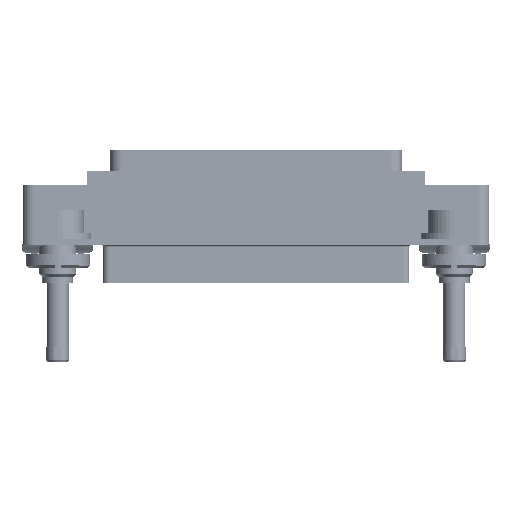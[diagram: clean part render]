
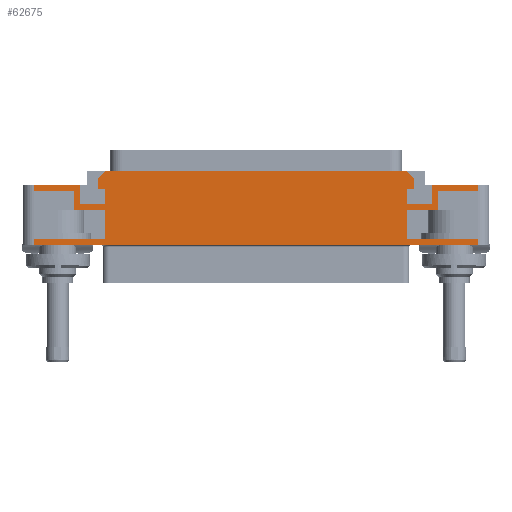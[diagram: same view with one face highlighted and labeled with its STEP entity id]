
A CAD part, top view. The second image highlights one B-rep face of the part: STEP entity #62675.
In plain terms, the highlighted planar face has unit normal (0, 0, 1).
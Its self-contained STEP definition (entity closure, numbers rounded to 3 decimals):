
#1=DIRECTION('',(-1.,0.,0.));
#2=VECTOR('',#1,76.);
#3=CARTESIAN_POINT('',(38.,0.,7.));
#4=LINE('',#3,#2);
#5=DIRECTION('',(0.,1.,0.));
#6=VECTOR('',#5,5.05);
#7=CARTESIAN_POINT('',(-25.8,1.,7.));
#8=LINE('',#7,#6);
#9=DIRECTION('',(-1.,0.,0.));
#10=VECTOR('',#9,5.4);
#11=CARTESIAN_POINT('',(-25.8,6.05,7.));
#12=LINE('',#11,#10);
#13=DIRECTION('',(0.,1.,0.));
#14=VECTOR('',#13,3.2);
#15=CARTESIAN_POINT('',(-31.2,6.05,7.));
#16=LINE('',#15,#14);
#17=DIRECTION('',(1.,0.,0.));
#18=VECTOR('',#17,6.8);
#19=CARTESIAN_POINT('',(-38.,9.25,7.));
#20=LINE('',#19,#18);
#21=DIRECTION('',(1.,0.,0.));
#22=VECTOR('',#21,7.8);
#23=CARTESIAN_POINT('',(-38.,10.25,7.));
#24=LINE('',#23,#22);
#25=DIRECTION('',(0.,-1.,0.));
#26=VECTOR('',#25,3.2);
#27=CARTESIAN_POINT('',(-30.2,10.25,7.));
#28=LINE('',#27,#26);
#29=DIRECTION('',(1.,0.,0.));
#30=VECTOR('',#29,4.4);
#31=CARTESIAN_POINT('',(-30.2,7.05,7.));
#32=LINE('',#31,#30);
#33=DIRECTION('',(0.,1.,0.));
#34=VECTOR('',#33,2.6);
#35=CARTESIAN_POINT('',(-25.8,7.05,7.));
#36=LINE('',#35,#34);
#37=DIRECTION('',(-1.,0.,0.));
#38=VECTOR('',#37,1.2);
#39=CARTESIAN_POINT('',(-25.8,9.65,7.));
#40=LINE('',#39,#38);
#41=DIRECTION('',(0.,-1.,0.));
#42=VECTOR('',#41,1.9);
#43=CARTESIAN_POINT('',(-27.,11.55,7.));
#44=LINE('',#43,#42);
#45=DIRECTION('',(1.,0.,0.));
#46=VECTOR('',#45,51.6);
#47=CARTESIAN_POINT('',(-25.8,12.75,7.));
#48=LINE('',#47,#46);
#49=DIRECTION('',(0.,-1.,0.));
#50=VECTOR('',#49,1.9);
#51=CARTESIAN_POINT('',(27.,11.55,7.));
#52=LINE('',#51,#50);
#53=DIRECTION('',(-1.,0.,0.));
#54=VECTOR('',#53,1.2);
#55=CARTESIAN_POINT('',(27.,9.65,7.));
#56=LINE('',#55,#54);
#57=DIRECTION('',(0.,-1.,0.));
#58=VECTOR('',#57,2.6);
#59=CARTESIAN_POINT('',(25.8,9.65,7.));
#60=LINE('',#59,#58);
#61=DIRECTION('',(1.,0.,0.));
#62=VECTOR('',#61,4.4);
#63=CARTESIAN_POINT('',(25.8,7.05,7.));
#64=LINE('',#63,#62);
#65=DIRECTION('',(0.,1.,0.));
#66=VECTOR('',#65,3.2);
#67=CARTESIAN_POINT('',(30.2,7.05,7.));
#68=LINE('',#67,#66);
#69=DIRECTION('',(1.,0.,0.));
#70=VECTOR('',#69,7.8);
#71=CARTESIAN_POINT('',(30.2,10.25,7.));
#72=LINE('',#71,#70);
#73=DIRECTION('',(-1.,0.,0.));
#74=VECTOR('',#73,6.8);
#75=CARTESIAN_POINT('',(38.,9.25,7.));
#76=LINE('',#75,#74);
#77=DIRECTION('',(0.,1.,0.));
#78=VECTOR('',#77,3.2);
#79=CARTESIAN_POINT('',(31.2,6.05,7.));
#80=LINE('',#79,#78);
#81=DIRECTION('',(1.,0.,0.));
#82=VECTOR('',#81,5.4);
#83=CARTESIAN_POINT('',(25.8,6.05,7.));
#84=LINE('',#83,#82);
#85=DIRECTION('',(0.,1.,0.));
#86=VECTOR('',#85,5.05);
#87=CARTESIAN_POINT('',(25.8,1.,7.));
#88=LINE('',#87,#86);
#89=DIRECTION('',(-1.,0.,0.));
#90=VECTOR('',#89,12.2);
#91=CARTESIAN_POINT('',(38.,1.,7.));
#92=LINE('',#91,#90);
#163=DIRECTION('',(0.,1.,0.));
#164=VECTOR('',#163,1.);
#165=CARTESIAN_POINT('',(38.,9.25,7.));
#166=LINE('',#165,#164);
#181=DIRECTION('',(0.,1.,0.));
#182=VECTOR('',#181,1.);
#183=CARTESIAN_POINT('',(38.,0.,7.));
#184=LINE('',#183,#182);
#1061=DIRECTION('',(0.707,-0.707,0.));
#1062=VECTOR('',#1061,1.697);
#1063=CARTESIAN_POINT('',(25.8,12.75,7.));
#1064=LINE('',#1063,#1062);
#1085=DIRECTION('',(-0.707,-0.707,0.));
#1086=VECTOR('',#1085,1.697);
#1087=CARTESIAN_POINT('',(-25.8,12.75,7.));
#1088=LINE('',#1087,#1086);
#1649=DIRECTION('',(0.,-1.,0.));
#1650=VECTOR('',#1649,1.);
#1651=CARTESIAN_POINT('',(-38.,1.,7.));
#1652=LINE('',#1651,#1650);
#1667=DIRECTION('',(0.,-1.,0.));
#1668=VECTOR('',#1667,1.);
#1669=CARTESIAN_POINT('',(-38.,10.25,7.));
#1670=LINE('',#1669,#1668);
#1803=DIRECTION('',(-1.,0.,0.));
#1804=VECTOR('',#1803,12.2);
#1805=CARTESIAN_POINT('',(-25.8,1.,7.));
#1806=LINE('',#1805,#1804);
#49615=CARTESIAN_POINT('',(-30.2,10.25,7.));
#49616=CARTESIAN_POINT('',(-30.2,7.05,7.));
#49617=VERTEX_POINT('',#49615);
#49618=VERTEX_POINT('',#49616);
#49619=CARTESIAN_POINT('',(-25.8,7.05,7.));
#49620=VERTEX_POINT('',#49619);
#49621=CARTESIAN_POINT('',(-25.8,9.65,7.));
#49622=VERTEX_POINT('',#49621);
#49623=CARTESIAN_POINT('',(-27.,9.65,7.));
#49624=VERTEX_POINT('',#49623);
#49625=CARTESIAN_POINT('',(27.,9.65,7.));
#49626=CARTESIAN_POINT('',(25.8,9.65,7.));
#49627=VERTEX_POINT('',#49625);
#49628=VERTEX_POINT('',#49626);
#49629=CARTESIAN_POINT('',(25.8,7.05,7.));
#49630=VERTEX_POINT('',#49629);
#49631=CARTESIAN_POINT('',(30.2,7.05,7.));
#49632=VERTEX_POINT('',#49631);
#49633=CARTESIAN_POINT('',(30.2,10.25,7.));
#49634=VERTEX_POINT('',#49633);
#49639=CARTESIAN_POINT('',(-25.8,12.75,7.));
#49641=VERTEX_POINT('',#49639);
#49643=CARTESIAN_POINT('',(-27.,11.55,7.));
#49645=VERTEX_POINT('',#49643);
#49647=CARTESIAN_POINT('',(25.8,12.75,7.));
#49649=VERTEX_POINT('',#49647);
#49651=CARTESIAN_POINT('',(27.,11.55,7.));
#49653=VERTEX_POINT('',#49651);
#49743=CARTESIAN_POINT('',(38.,10.25,7.));
#49745=VERTEX_POINT('',#49743);
#49749=CARTESIAN_POINT('',(38.,0.,7.));
#49750=VERTEX_POINT('',#49749);
#49751=CARTESIAN_POINT('',(-38.,0.,7.));
#49753=VERTEX_POINT('',#49751);
#49757=CARTESIAN_POINT('',(-38.,10.25,7.));
#49758=VERTEX_POINT('',#49757);
#54560=CARTESIAN_POINT('',(-38.,1.,7.));
#54562=VERTEX_POINT('',#54560);
#54563=CARTESIAN_POINT('',(-38.,9.25,7.));
#54564=VERTEX_POINT('',#54563);
#54565=CARTESIAN_POINT('',(-31.2,9.25,7.));
#54566=VERTEX_POINT('',#54565);
#54573=CARTESIAN_POINT('',(-25.8,6.05,7.));
#54574=CARTESIAN_POINT('',(-31.2,6.05,7.));
#54575=VERTEX_POINT('',#54573);
#54576=VERTEX_POINT('',#54574);
#54577=CARTESIAN_POINT('',(-25.8,1.,7.));
#54578=VERTEX_POINT('',#54577);
#54611=CARTESIAN_POINT('',(38.,1.,7.));
#54613=VERTEX_POINT('',#54611);
#54621=CARTESIAN_POINT('',(25.8,1.,7.));
#54622=VERTEX_POINT('',#54621);
#54625=CARTESIAN_POINT('',(25.8,6.05,7.));
#54626=VERTEX_POINT('',#54625);
#54645=CARTESIAN_POINT('',(38.,9.25,7.));
#54646=VERTEX_POINT('',#54645);
#54647=CARTESIAN_POINT('',(31.2,9.25,7.));
#54648=VERTEX_POINT('',#54647);
#54649=CARTESIAN_POINT('',(31.2,6.05,7.));
#54650=VERTEX_POINT('',#54649);
#62608=CARTESIAN_POINT('',(0.,0.,7.));
#62609=DIRECTION('',(0.,0.,-1.));
#62610=DIRECTION('',(-1.,0.,0.));
#62611=AXIS2_PLACEMENT_3D('',#62608,#62609,#62610);
#62612=PLANE('',#62611);
#62614=ORIENTED_EDGE('',*,*,#62613,.F.);
#62616=ORIENTED_EDGE('',*,*,#62615,.F.);
#62618=ORIENTED_EDGE('',*,*,#62617,.T.);
#62620=ORIENTED_EDGE('',*,*,#62619,.F.);
#62622=ORIENTED_EDGE('',*,*,#62621,.F.);
#62624=ORIENTED_EDGE('',*,*,#62623,.T.);
#62626=ORIENTED_EDGE('',*,*,#62625,.T.);
#62628=ORIENTED_EDGE('',*,*,#62627,.T.);
#62630=ORIENTED_EDGE('',*,*,#62629,.F.);
#62632=ORIENTED_EDGE('',*,*,#62631,.F.);
#62634=ORIENTED_EDGE('',*,*,#62633,.T.);
#62636=ORIENTED_EDGE('',*,*,#62635,.T.);
#62638=ORIENTED_EDGE('',*,*,#62637,.T.);
#62640=ORIENTED_EDGE('',*,*,#62639,.T.);
#62642=ORIENTED_EDGE('',*,*,#62641,.T.);
#62644=ORIENTED_EDGE('',*,*,#62643,.F.);
#62646=ORIENTED_EDGE('',*,*,#62645,.F.);
#62648=ORIENTED_EDGE('',*,*,#62647,.T.);
#62650=ORIENTED_EDGE('',*,*,#62649,.T.);
#62652=ORIENTED_EDGE('',*,*,#62651,.T.);
#62654=ORIENTED_EDGE('',*,*,#62653,.T.);
#62656=ORIENTED_EDGE('',*,*,#62655,.T.);
#62658=ORIENTED_EDGE('',*,*,#62657,.T.);
#62660=ORIENTED_EDGE('',*,*,#62659,.T.);
#62662=ORIENTED_EDGE('',*,*,#62661,.T.);
#62664=ORIENTED_EDGE('',*,*,#62663,.F.);
#62666=ORIENTED_EDGE('',*,*,#62665,.T.);
#62668=ORIENTED_EDGE('',*,*,#62667,.F.);
#62670=ORIENTED_EDGE('',*,*,#62669,.F.);
#62672=ORIENTED_EDGE('',*,*,#62671,.F.);
#62673=EDGE_LOOP('',(#62614,#62616,#62618,#62620,#62622,#62624,#62626,#62628,
#62630,#62632,#62634,#62636,#62638,#62640,#62642,#62644,#62646,#62648,#62650,
#62652,#62654,#62656,#62658,#62660,#62662,#62664,#62666,#62668,#62670,#62672));
#62674=FACE_OUTER_BOUND('',#62673,.F.);
#62675=ADVANCED_FACE('',(#62674),#62612,.F.);
#62613=EDGE_CURVE('',#54613,#54622,#92,.T.);
#62615=EDGE_CURVE('',#49750,#54613,#184,.T.);
#62617=EDGE_CURVE('',#49750,#49753,#4,.T.);
#62619=EDGE_CURVE('',#54562,#49753,#1652,.T.);
#62621=EDGE_CURVE('',#54578,#54562,#1806,.T.);
#62623=EDGE_CURVE('',#54578,#54575,#8,.T.);
#62625=EDGE_CURVE('',#54575,#54576,#12,.T.);
#62627=EDGE_CURVE('',#54576,#54566,#16,.T.);
#62629=EDGE_CURVE('',#54564,#54566,#20,.T.);
#62631=EDGE_CURVE('',#49758,#54564,#1670,.T.);
#62633=EDGE_CURVE('',#49758,#49617,#24,.T.);
#62635=EDGE_CURVE('',#49617,#49618,#28,.T.);
#62637=EDGE_CURVE('',#49618,#49620,#32,.T.);
#62639=EDGE_CURVE('',#49620,#49622,#36,.T.);
#62641=EDGE_CURVE('',#49622,#49624,#40,.T.);
#62643=EDGE_CURVE('',#49645,#49624,#44,.T.);
#62645=EDGE_CURVE('',#49641,#49645,#1088,.T.);
#62647=EDGE_CURVE('',#49641,#49649,#48,.T.);
#62649=EDGE_CURVE('',#49649,#49653,#1064,.T.);
#62651=EDGE_CURVE('',#49653,#49627,#52,.T.);
#62653=EDGE_CURVE('',#49627,#49628,#56,.T.);
#62655=EDGE_CURVE('',#49628,#49630,#60,.T.);
#62657=EDGE_CURVE('',#49630,#49632,#64,.T.);
#62659=EDGE_CURVE('',#49632,#49634,#68,.T.);
#62661=EDGE_CURVE('',#49634,#49745,#72,.T.);
#62663=EDGE_CURVE('',#54646,#49745,#166,.T.);
#62665=EDGE_CURVE('',#54646,#54648,#76,.T.);
#62667=EDGE_CURVE('',#54650,#54648,#80,.T.);
#62669=EDGE_CURVE('',#54626,#54650,#84,.T.);
#62671=EDGE_CURVE('',#54622,#54626,#88,.T.);
